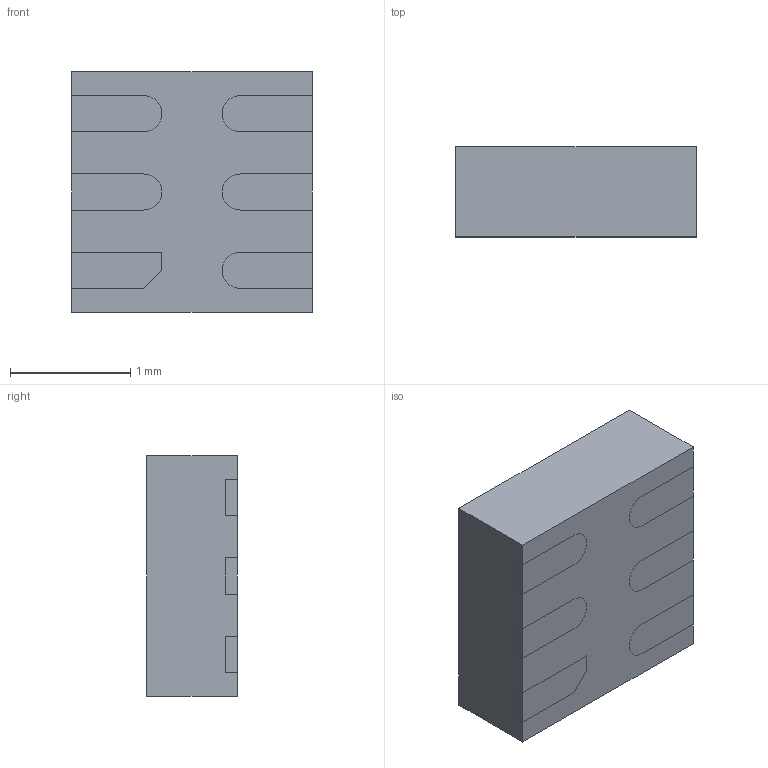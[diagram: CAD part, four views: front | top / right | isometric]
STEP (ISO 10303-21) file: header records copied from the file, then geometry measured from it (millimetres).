
FILE_DESCRIPTION (( 'STEP AP214' ), '1' );
FILE_NAME ('APDS-9306-065.STEP', '2023-09-24T02:03:26', ( '' ), ( '' ), 'SwSTEP 2.0', 'SolidWorks 2021', '' );
FILE_SCHEMA (( 'AUTOMOTIVE_DESIGN' ));
Length unit declared in the file: millimetre
Products named in the file (1): APDS-9306-065
Bounding box: 2 x 0.75 x 2 mm (x, y, z)
Volume: 3 mm3; surface area: 18.6 mm2
Topology: 7 solids, 7 shells, 68 faces, 162 edges, 108 vertices
Faces by surface type: plane 58, cylinder 10
Entity records: 2034 total; most frequent: CARTESIAN_POINT 339, ORIENTED_EDGE 324, DIRECTION 320, EDGE_CURVE 162, VECTOR 142, LINE 142, VERTEX_POINT 108, AXIS2_PLACEMENT_3D 89
